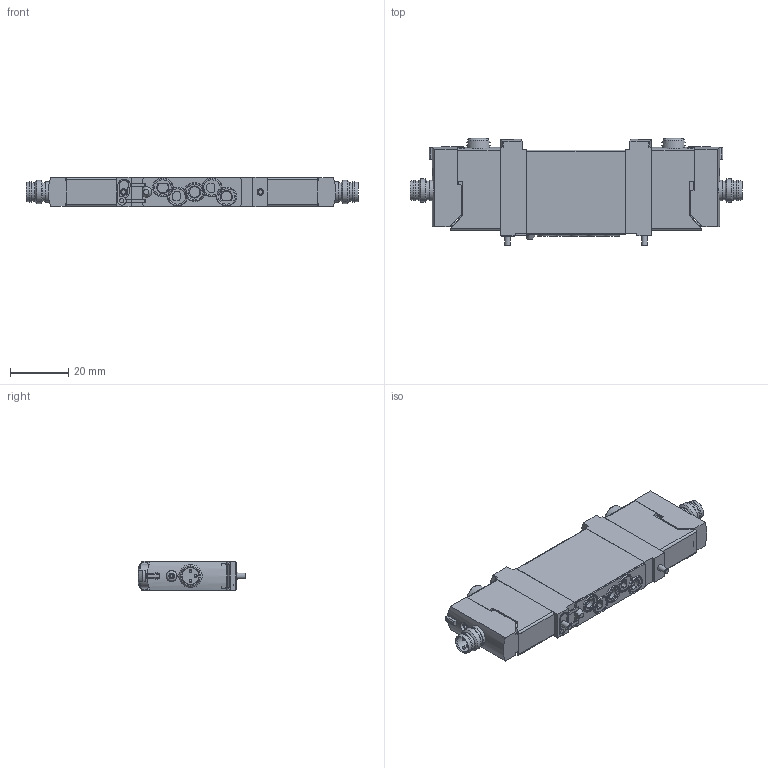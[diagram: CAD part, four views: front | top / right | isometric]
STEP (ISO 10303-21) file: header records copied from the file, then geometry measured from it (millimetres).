
FILE_DESCRIPTION(/* description */ ('STEP AP214'),/* implementation_level */ '2;1');
FILE_NAME(/* name */ '8042558_VUVG-BK10-T32C-AT-F-1R8L-S',/* time_stamp */ '2024-09-17T13:46:02+02:00',/* author */ ('License CC BY-ND 4.0'),/* organization */ ('CADENAS'),/* preprocessor_version */ 'ST-DEVELOPER v19.3',/* originating_system */ 'PARTsolutions',/* authorisation */ ' ');
FILE_SCHEMA (('AUTOMOTIVE_DESIGN {1 0 10303 214 3 1 1}'));
Length unit declared in the file: millimetre
Products named in the file (5): 8042558 VUVG-BK10-T32C-AT-F-1R8L-S; 564212 VUVG-BK10-T32C-A-T-F--1R8--L-----(G); 8157009 M2X34-10.9; 3713466 VUVG-BK10---(DR); 573919 VAVE-L1-1VR8-LP
Assembly tree (6 placements, depth 2):
  8042558 VUVG-BK10-T32C-AT-F-1R8L-S
    564212 VUVG-BK10-T32C-A-T-F--1R8--L-----(G)
    8157009 M2X34-10.9  x2
    3713466 VUVG-BK10---(DR)
    573919 VAVE-L1-1VR8-LP  x2
Bounding box: 113.98 x 36.97 x 10.25 mm (x, y, z)
Volume: 28341.3 mm3; surface area: 13608.6 mm2
Topology: 6 solids, 6 shells, 1103 faces, 2944 edges, 1912 vertices
Faces by surface type: plane 668, cylinder 278, cone 80, torus 65, sphere 12
Full cylindrical faces by diameter (mm): 1 x6, 1.5 x1, 1.6 x4, 1.69 x2, 1.8 x2, 2 x2, 2.5 x1, 2.9 x2, 3.6 x3, 3.8 x4, 3.9 x2, 5 x10, 5.8 x2, 6.5 x4, 6.9 x2, 7.2 x2, 8 x2, 8.1 x2
Entity records: 27898 total; most frequent: CARTESIAN_POINT 5056, DIRECTION 4405, ORIENTED_EDGE 4350, EDGE_CURVE 2175, AXIS2_PLACEMENT_3D 1535, VERTEX_POINT 1451, LINE 1335, VECTOR 1335
